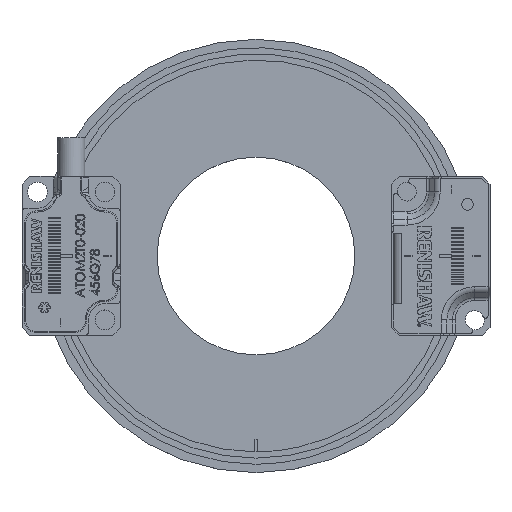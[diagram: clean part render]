
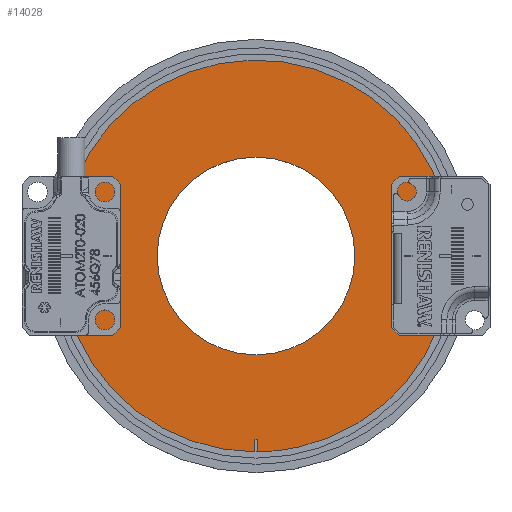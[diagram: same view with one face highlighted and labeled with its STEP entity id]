
A CAD part, top view. The second image highlights one B-rep face of the part: STEP entity #14028.
In plain terms, the highlighted planar face has unit normal (0, 0, 1).
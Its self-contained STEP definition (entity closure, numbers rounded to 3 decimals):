
#14028=ADVANCED_FACE('',(#19125,#19126),#16119,.T.);
#16119=PLANE('',#43105);
#17823=B_SPLINE_CURVE_WITH_KNOTS('',3,(#54803,#54804,#54805,#54806),.UNSPECIFIED.,
 .F.,.F.,(4,4),(0.,1.),.UNSPECIFIED.);
#17824=B_SPLINE_CURVE_WITH_KNOTS('',3,(#54808,#54809,#54810,#54811),.UNSPECIFIED.,
 .F.,.F.,(4,4),(0.,1.),.UNSPECIFIED.);
#17825=B_SPLINE_CURVE_WITH_KNOTS('',3,(#54813,#54814,#54815,#54816),.UNSPECIFIED.,
 .F.,.F.,(4,4),(0.,1.),.UNSPECIFIED.);
#17827=B_SPLINE_CURVE_WITH_KNOTS('',3,(#54844,#54845,#54846,#54847,#54848,
#54849,#54850,#54851,#54852,#54853,#54854,#54855,#54856,#54857,#54858,#54859,
#54860,#54861),.UNSPECIFIED.,.F.,.F.,(4,2,2,2,2,2,2,2,4),(0.,0.125,0.25,
0.375,0.5,0.625,0.75,0.875,1.),.UNSPECIFIED.);
#19125=FACE_BOUND('',#19369,.T.);
#19126=FACE_BOUND('',#19370,.T.);
#19369=EDGE_LOOP('',(#21636,#21637,#21638,#21639));
#19370=EDGE_LOOP('',(#21640));
#21636=ORIENTED_EDGE('',*,*,#36839,.F.);
#21637=ORIENTED_EDGE('',*,*,#36843,.F.);
#21638=ORIENTED_EDGE('',*,*,#36841,.F.);
#21639=ORIENTED_EDGE('',*,*,#36840,.F.);
#21640=ORIENTED_EDGE('',*,*,#36847,.F.);
#33052=VERTEX_POINT('',#54801);
#33053=VERTEX_POINT('',#54802);
#33054=VERTEX_POINT('',#54807);
#33055=VERTEX_POINT('',#54812);
#33060=VERTEX_POINT('',#54897);
#36839=EDGE_CURVE('',#33052,#33054,#17823,.T.);
#36840=EDGE_CURVE('',#33054,#33055,#17824,.T.);
#36841=EDGE_CURVE('',#33055,#33053,#17825,.T.);
#36843=EDGE_CURVE('',#33053,#33052,#17827,.T.);
#36847=EDGE_CURVE('',#33060,#33060,#42555,.T.);
#42555=CIRCLE('',#43102,12.75);
#43102=AXIS2_PLACEMENT_3D('',#54896,#45655,#45656);
#43105=AXIS2_PLACEMENT_3D('',#54900,#45661,#45662);
#45655=DIRECTION('',(0.,0.,1.));
#45656=DIRECTION('',(0.,-1.,0.));
#45661=DIRECTION('',(0.,0.,1.));
#45662=DIRECTION('',(1.,0.,0.));
#54801=CARTESIAN_POINT('',(0.175,-25.275,0.));
#54802=CARTESIAN_POINT('',(-0.175,-25.275,0.));
#54803=CARTESIAN_POINT('',(0.175,-25.275,0.));
#54804=CARTESIAN_POINT('',(0.175,-24.742,0.));
#54805=CARTESIAN_POINT('',(0.175,-24.209,0.));
#54806=CARTESIAN_POINT('',(0.175,-23.676,0.));
#54807=CARTESIAN_POINT('',(0.175,-23.676,0.));
#54808=CARTESIAN_POINT('',(0.175,-23.676,0.));
#54809=CARTESIAN_POINT('',(0.058,-23.676,0.));
#54810=CARTESIAN_POINT('',(-0.058,-23.676,0.));
#54811=CARTESIAN_POINT('',(-0.175,-23.676,0.));
#54812=CARTESIAN_POINT('',(-0.175,-23.676,0.));
#54813=CARTESIAN_POINT('',(-0.175,-23.676,0.));
#54814=CARTESIAN_POINT('',(-0.175,-24.209,0.));
#54815=CARTESIAN_POINT('',(-0.175,-24.742,0.));
#54816=CARTESIAN_POINT('',(-0.175,-25.275,0.));
#54844=CARTESIAN_POINT('',(-0.175,-25.275,0.));
#54845=CARTESIAN_POINT('',(-6.795,-25.23,0.));
#54846=CARTESIAN_POINT('',(-13.309,-22.484,0.));
#54847=CARTESIAN_POINT('',(-22.622,-13.076,0.));
#54848=CARTESIAN_POINT('',(-25.298,-6.532,0.));
#54849=CARTESIAN_POINT('',(-25.253,6.707,0.));
#54850=CARTESIAN_POINT('',(-22.531,13.23,0.));
#54851=CARTESIAN_POINT('',(-13.152,22.578,0.));
#54852=CARTESIAN_POINT('',(-6.626,25.276,0.));
#54853=CARTESIAN_POINT('',(6.626,25.276,0.));
#54854=CARTESIAN_POINT('',(13.149,22.58,0.));
#54855=CARTESIAN_POINT('',(22.534,13.227,0.));
#54856=CARTESIAN_POINT('',(25.253,6.711,0.));
#54857=CARTESIAN_POINT('',(25.299,-6.536,0.));
#54858=CARTESIAN_POINT('',(22.624,-13.073,0.));
#54859=CARTESIAN_POINT('',(13.307,-22.487,0.));
#54860=CARTESIAN_POINT('',(6.794,-25.23,0.));
#54861=CARTESIAN_POINT('',(0.175,-25.275,0.));
#54896=CARTESIAN_POINT('',(0.,0.,0.));
#54897=CARTESIAN_POINT('',(0.,-12.75,0.));
#54900=CARTESIAN_POINT('',(0.,0.,0.));
